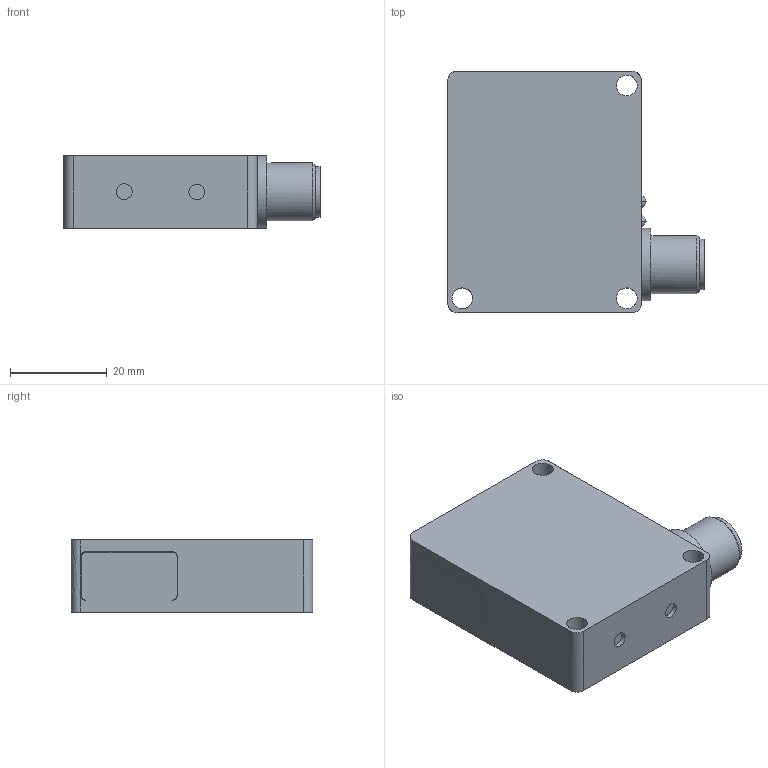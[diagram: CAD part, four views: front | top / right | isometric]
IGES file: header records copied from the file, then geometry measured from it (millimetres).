
Global section: file name: ORV 51 M xxxx xxK-IBS; native system: Autodesk Inventor 2016; preprocessor: unknown; author: C. Kuhn; organization: di-soric GmbH & Co. KG; date: 20161125.094653; units: millimetre
Bounding box: 53 x 50 x 15 mm (x, y, z)
Volume: 30274.9 mm3; surface area: 9312.5 mm2
Topology: 3 solids, 4 shells, 133 faces, 318 edges, 216 vertices
Faces by surface type: bspline 133
